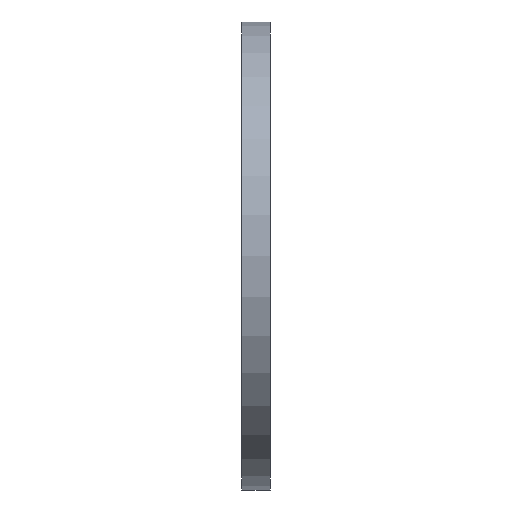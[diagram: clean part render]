
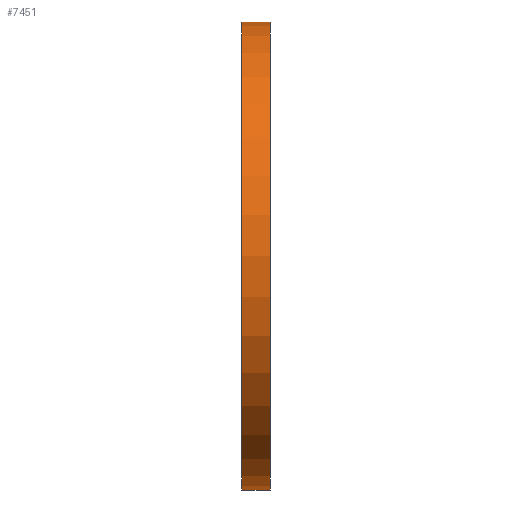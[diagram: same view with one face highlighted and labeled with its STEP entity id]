
A CAD part, left-side view. The second image highlights one B-rep face of the part: STEP entity #7451.
In plain terms, the highlighted cylindrical face has radius 50 mm (diameter 100 mm), a partial arc.
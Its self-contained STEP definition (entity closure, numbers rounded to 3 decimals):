
#264 = CARTESIAN_POINT ( 'NONE',  ( 0., 6., -50. ) ) ;
#463 = CARTESIAN_POINT ( 'NONE',  ( 0., 6., 50. ) ) ;
#1224 = CIRCLE ( 'NONE', #7288, 50. ) ;
#2165 = VECTOR ( 'NONE', #11745, 1000. ) ;
#2215 = VECTOR ( 'NONE', #10916, 1000. ) ;
#3591 = DIRECTION ( 'NONE',  ( 0., 0., 1. ) ) ;
#4286 = CARTESIAN_POINT ( 'NONE',  ( 0., 6., 0. ) ) ;
#4464 = EDGE_CURVE ( 'NONE', #8351, #9177, #1224, .T. ) ;
#4491 = EDGE_CURVE ( 'NONE', #9177, #11315, #10531, .T. ) ;
#4525 = DIRECTION ( 'NONE',  ( 0., 1., 0. ) ) ;
#4642 = ORIENTED_EDGE ( 'NONE', *, *, #4491, .F. ) ;
#4664 = DIRECTION ( 'NONE',  ( 0., 1., 0. ) ) ;
#5654 = CARTESIAN_POINT ( 'NONE',  ( 0., 6., -50. ) ) ;
#6000 = CARTESIAN_POINT ( 'NONE',  ( 0., 0., 50. ) ) ;
#6420 = DIRECTION ( 'NONE',  ( 0., -1., 0. ) ) ;
#6463 = DIRECTION ( 'NONE',  ( 0., 0., -1. ) ) ;
#6869 = AXIS2_PLACEMENT_3D ( 'NONE', #12161, #4664, #7847 ) ;
#6919 = FACE_OUTER_BOUND ( 'NONE', #8533, .T. ) ;
#7288 = AXIS2_PLACEMENT_3D ( 'NONE', #9873, #4525, #3591 ) ;
#7451 = ADVANCED_FACE ( 'NONE', ( #6919 ), #12000, .T. ) ;
#7847 = DIRECTION ( 'NONE',  ( 0., 0., 1. ) ) ;
#8351 = VERTEX_POINT ( 'NONE', #5654 ) ;
#8533 = EDGE_LOOP ( 'NONE', ( #4642, #11674, #10184, #13180 ) ) ;
#9177 = VERTEX_POINT ( 'NONE', #12758 ) ;
#9503 = LINE ( 'NONE', #264, #2165 ) ;
#9873 = CARTESIAN_POINT ( 'NONE',  ( 0., 6., 0. ) ) ;
#10184 = ORIENTED_EDGE ( 'NONE', *, *, #10708, .T. ) ;
#10531 = LINE ( 'NONE', #463, #2215 ) ;
#10708 = EDGE_CURVE ( 'NONE', #8351, #13475, #9503, .T. ) ;
#10916 = DIRECTION ( 'NONE',  ( 0., -1., 0. ) ) ;
#11315 = VERTEX_POINT ( 'NONE', #6000 ) ;
#11594 = CIRCLE ( 'NONE', #6869, 50. ) ;
#11640 = EDGE_CURVE ( 'NONE', #13475, #11315, #11594, .T. ) ;
#11674 = ORIENTED_EDGE ( 'NONE', *, *, #4464, .F. ) ;
#11745 = DIRECTION ( 'NONE',  ( 0., -1., 0. ) ) ;
#12000 = CYLINDRICAL_SURFACE ( 'NONE', #12115, 50. ) ;
#12115 = AXIS2_PLACEMENT_3D ( 'NONE', #4286, #6420, #6463 ) ;
#12161 = CARTESIAN_POINT ( 'NONE',  ( 0., 0., 0. ) ) ;
#12758 = CARTESIAN_POINT ( 'NONE',  ( 0., 6., 50. ) ) ;
#13180 = ORIENTED_EDGE ( 'NONE', *, *, #11640, .T. ) ;
#13363 = CARTESIAN_POINT ( 'NONE',  ( 0., 0., -50. ) ) ;
#13475 = VERTEX_POINT ( 'NONE', #13363 ) ;
